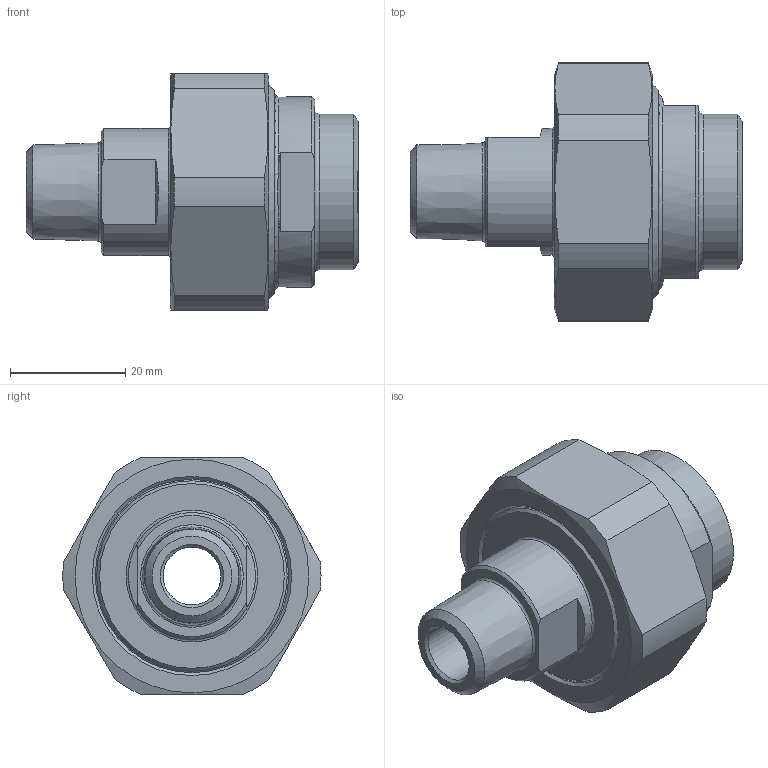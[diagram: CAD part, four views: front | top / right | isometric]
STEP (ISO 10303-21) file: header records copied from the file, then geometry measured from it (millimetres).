
FILE_DESCRIPTION(/* description */ (''),/* implementation_level */ '2;1');
FILE_NAME(/* name */ '3D_R134-UE-SG-DN10-26.9_17101767.stp',/* time_stamp */ '2021-07-01T08:52:26+02:00',/* author */ ('cad'),/* organization */ (''),/* preprocessor_version */ 'ST-DEVELOPER v18.1',/* originating_system */ 'Autodesk Inventor 2022',/* authorisation */ '');
FILE_SCHEMA (('AUTOMOTIVE_DESIGN { 1 0 10303 214 3 1 1 }'));
Length unit declared in the file: millimetre
Products named in the file (4): 3D_R134-UE-SG-DN10-26.9_17101767; 3D_R134-M-DN20_171011615; 3D_R134-SG-26.9_171011515; 3D_R134-UE-DN10-DN20_171011117
Assembly tree (3 placements, depth 2):
  3D_R134-UE-SG-DN10-26.9_17101767
    3D_R134-M-DN20_171011615
    3D_R134-SG-26.9_171011515
    3D_R134-UE-DN10-DN20_171011117
Bounding box: 57.5 x 44.68 x 41 mm (x, y, z)
Volume: 29336.4 mm3; surface area: 15754.9 mm2
Topology: 3 solids, 3 shells, 80 faces, 192 edges, 126 vertices
Faces by surface type: plane 28, cone 23, cylinder 18, torus 11
Full cylindrical faces by diameter (mm): 10 x1, 22 x1, 22.9 x1, 23.1 x1, 26.9 x1, 33 x1, 33.5 x1, 36 x1, 36.376 x1, 37.85 x1
Entity records: 2529 total; most frequent: CARTESIAN_POINT 465, DIRECTION 455, ORIENTED_EDGE 384, AXIS2_PLACEMENT_3D 199, EDGE_CURVE 192, VERTEX_POINT 126, CIRCLE 106, EDGE_LOOP 94
